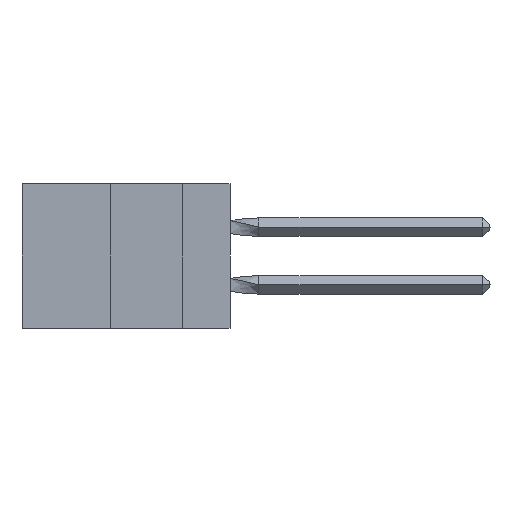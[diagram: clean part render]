
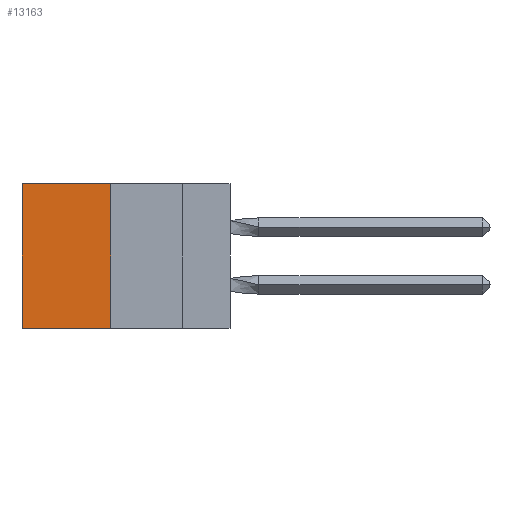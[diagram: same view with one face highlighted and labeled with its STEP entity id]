
A CAD part, left-side view. The second image highlights one B-rep face of the part: STEP entity #13163.
In plain terms, the highlighted planar face has unit normal (-1, 0, 0).
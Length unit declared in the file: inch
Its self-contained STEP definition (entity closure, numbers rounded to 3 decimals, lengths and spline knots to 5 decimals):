
#79 = ORIENTED_EDGE ( 'NONE', *, *, #6554, .T. ) ;
#365 = VERTEX_POINT ( 'NONE', #15624 ) ;
#1101 = AXIS2_PLACEMENT_3D ( 'NONE', #3474, #7012, #7099 ) ;
#2490 = VERTEX_POINT ( 'NONE', #8379 ) ;
#2781 = LINE ( 'NONE', #14598, #20899 ) ;
#3474 = CARTESIAN_POINT ( 'NONE',  ( 0.305, 0.413, -0.5 ) ) ;
#3698 = DIRECTION ( 'NONE',  ( 0., 0., -1. ) ) ;
#4954 = VECTOR ( 'NONE', #3698, 39.37008 ) ;
#5243 = CARTESIAN_POINT ( 'NONE',  ( 0.305, 0.72, -0.5 ) ) ;
#5375 = ORIENTED_EDGE ( 'NONE', *, *, #16160, .T. ) ;
#5783 = CARTESIAN_POINT ( 'NONE',  ( 0.305, 0.413, -0.5 ) ) ;
#6090 = EDGE_LOOP ( 'NONE', ( #79, #10662, #21841, #5375 ) ) ;
#6554 = EDGE_CURVE ( 'NONE', #365, #17229, #2781, .T. ) ;
#6987 = EDGE_CURVE ( 'NONE', #2490, #7296, #9641, .T. ) ;
#7012 = DIRECTION ( 'NONE',  ( 1., 0., 0. ) ) ;
#7099 = DIRECTION ( 'NONE',  ( 0., 0., -1. ) ) ;
#7296 = VERTEX_POINT ( 'NONE', #12869 ) ;
#8379 = CARTESIAN_POINT ( 'NONE',  ( 0.305, 0.413, 0. ) ) ;
#9115 = DIRECTION ( 'NONE',  ( 0., 0., -1. ) ) ;
#9172 = EDGE_CURVE ( 'NONE', #7296, #17229, #12989, .T. ) ;
#9641 = LINE ( 'NONE', #12449, #4954 ) ;
#10620 = CARTESIAN_POINT ( 'NONE',  ( 0.305, 0.413, 0. ) ) ;
#10662 = ORIENTED_EDGE ( 'NONE', *, *, #9172, .F. ) ;
#12159 = VECTOR ( 'NONE', #21682, 39.37008 ) ;
#12449 = CARTESIAN_POINT ( 'NONE',  ( 0.305, 0.413, -0.5 ) ) ;
#12869 = CARTESIAN_POINT ( 'NONE',  ( 0.305, 0.413, -0.5 ) ) ;
#12989 = LINE ( 'NONE', #5783, #12159 ) ;
#13163 = ADVANCED_FACE ( 'NONE', ( #17789 ), #19210, .F. ) ;
#13931 = VECTOR ( 'NONE', #16225, 39.37008 ) ;
#14500 = LINE ( 'NONE', #10620, #13931 ) ;
#14598 = CARTESIAN_POINT ( 'NONE',  ( 0.305, 0.72, -0.5 ) ) ;
#15624 = CARTESIAN_POINT ( 'NONE',  ( 0.305, 0.72, 0. ) ) ;
#16160 = EDGE_CURVE ( 'NONE', #2490, #365, #14500, .T. ) ;
#16225 = DIRECTION ( 'NONE',  ( 0., 1., 0. ) ) ;
#17229 = VERTEX_POINT ( 'NONE', #5243 ) ;
#17789 = FACE_OUTER_BOUND ( 'NONE', #6090, .T. ) ;
#19210 = PLANE ( 'NONE',  #1101 ) ;
#20899 = VECTOR ( 'NONE', #9115, 39.37008 ) ;
#21682 = DIRECTION ( 'NONE',  ( 0., 1., 0. ) ) ;
#21841 = ORIENTED_EDGE ( 'NONE', *, *, #6987, .F. ) ;
